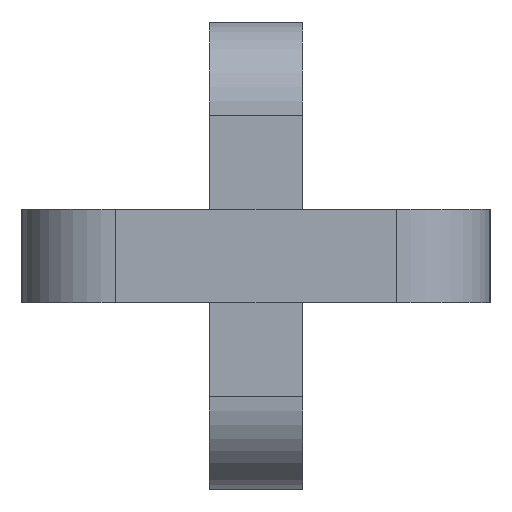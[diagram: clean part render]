
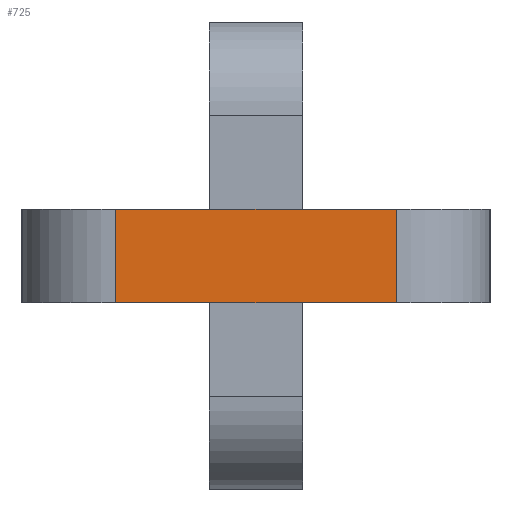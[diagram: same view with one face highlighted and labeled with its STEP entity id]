
A CAD part, left-side view. The second image highlights one B-rep face of the part: STEP entity #725.
In plain terms, the highlighted planar face has unit normal (-1, 0, 0).
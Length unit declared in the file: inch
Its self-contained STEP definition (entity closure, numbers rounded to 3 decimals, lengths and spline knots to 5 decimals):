
#5 = ORIENTED_EDGE ( 'NONE', *, *, #852, .F. ) ;
#12 = FACE_OUTER_BOUND ( 'NONE', #229, .T. ) ;
#39 = DIRECTION ( 'NONE',  ( 0., 1., 0. ) ) ;
#98 = LINE ( 'NONE', #744, #112 ) ;
#100 = VECTOR ( 'NONE', #785, 39.37008 ) ;
#112 = VECTOR ( 'NONE', #39, 39.37008 ) ;
#119 = CARTESIAN_POINT ( 'NONE',  ( -0.09843, 0.09843, 0.09843 ) ) ;
#126 = VERTEX_POINT ( 'NONE', #893 ) ;
#129 = VERTEX_POINT ( 'NONE', #592 ) ;
#140 = CARTESIAN_POINT ( 'NONE',  ( -0.09843, 0.09843, 0.09843 ) ) ;
#166 = CARTESIAN_POINT ( 'NONE',  ( -0.09843, -0.09843, 0.09843 ) ) ;
#182 = VERTEX_POINT ( 'NONE', #166 ) ;
#229 = EDGE_LOOP ( 'NONE', ( #840, #614, #5, #563 ) ) ;
#255 = LINE ( 'NONE', #908, #534 ) ;
#273 = LINE ( 'NONE', #485, #297 ) ;
#297 = VECTOR ( 'NONE', #699, 39.37008 ) ;
#393 = VERTEX_POINT ( 'NONE', #119 ) ;
#438 = EDGE_CURVE ( 'NONE', #393, #182, #867, .T. ) ;
#449 = DIRECTION ( 'NONE',  ( 0., 0., 1. ) ) ;
#467 = DIRECTION ( 'NONE',  ( 0., 0., -1. ) ) ;
#485 = CARTESIAN_POINT ( 'NONE',  ( -0.09843, 0.09843, 0.89961 ) ) ;
#501 = EDGE_CURVE ( 'NONE', #129, #393, #273, .T. ) ;
#534 = VECTOR ( 'NONE', #467, 39.37008 ) ;
#563 = ORIENTED_EDGE ( 'NONE', *, *, #746, .T. ) ;
#582 = AXIS2_PLACEMENT_3D ( 'NONE', #890, #664, #449 ) ;
#592 = CARTESIAN_POINT ( 'NONE',  ( -0.09843, 0.09843, 0.68898 ) ) ;
#614 = ORIENTED_EDGE ( 'NONE', *, *, #438, .T. ) ;
#662 = PLANE ( 'NONE',  #582 ) ;
#664 = DIRECTION ( 'NONE',  ( -1., 0., 0. ) ) ;
#699 = DIRECTION ( 'NONE',  ( 0., 0., -1. ) ) ;
#725 = ADVANCED_FACE ( 'NONE', ( #12 ), #662, .T. ) ;
#744 = CARTESIAN_POINT ( 'NONE',  ( -0.09843, 0.09843, 0.68898 ) ) ;
#746 = EDGE_CURVE ( 'NONE', #126, #129, #98, .T. ) ;
#785 = DIRECTION ( 'NONE',  ( 0., -1., 0. ) ) ;
#840 = ORIENTED_EDGE ( 'NONE', *, *, #501, .T. ) ;
#852 = EDGE_CURVE ( 'NONE', #126, #182, #255, .T. ) ;
#867 = LINE ( 'NONE', #140, #100 ) ;
#890 = CARTESIAN_POINT ( 'NONE',  ( -0.09843, 0.09843, 0.89961 ) ) ;
#893 = CARTESIAN_POINT ( 'NONE',  ( -0.09843, -0.09843, 0.68898 ) ) ;
#908 = CARTESIAN_POINT ( 'NONE',  ( -0.09843, -0.09843, 0.89961 ) ) ;
